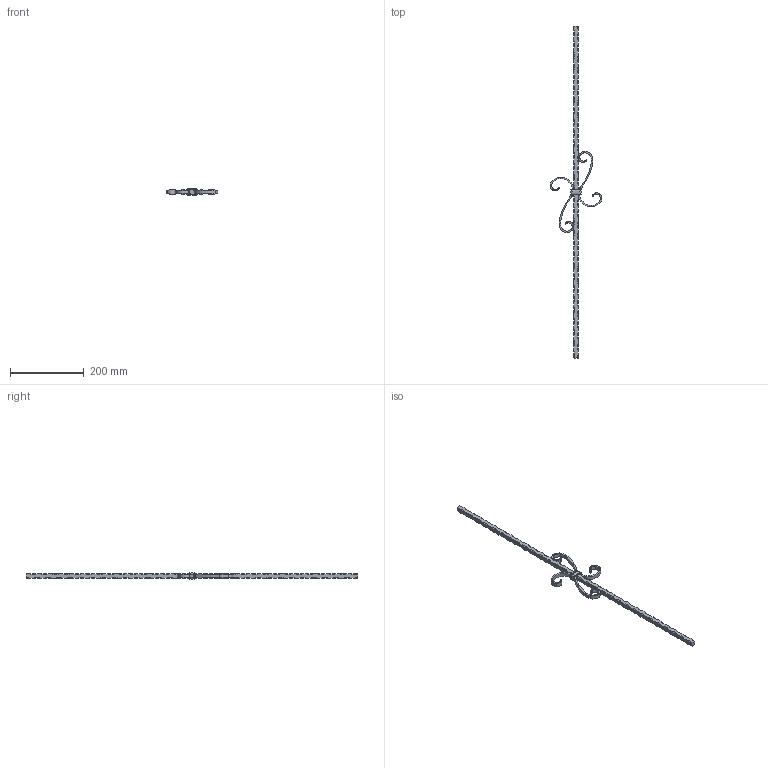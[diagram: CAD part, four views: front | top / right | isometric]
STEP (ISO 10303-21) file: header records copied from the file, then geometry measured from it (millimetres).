
FILE_DESCRIPTION (( 'STEP AP203' ), '1' );
FILE_NAME ('1213.STEP', '2023-06-14T13:39:52', ( '' ), ( '' ), 'SwSTEP 2.0', 'SolidWorks 2018', '' );
FILE_SCHEMA (( 'CONFIG_CONTROL_DESIGN' ));
Length unit declared in the file: millimetre
Products named in the file (1): 1213
Bounding box: 139.98 x 900 x 18 mm (x, y, z)
Volume: 150372.5 mm3; surface area: 61975 mm2
Topology: 4 solids, 4 shells, 553 faces, 1630 edges, 859 vertices
Faces by surface type: plane 198, torus 158, bspline 112, cylinder 85
Entity records: 21641 total; most frequent: CARTESIAN_POINT 8790, ORIENTED_EDGE 2780, DIRECTION 2500, EDGE_CURVE 1390, AXIS2_PLACEMENT_3D 891, VERTEX_POINT 859, LINE 718, VECTOR 718
